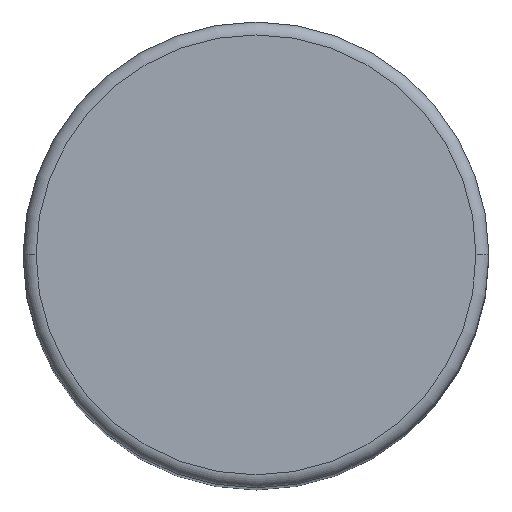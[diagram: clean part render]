
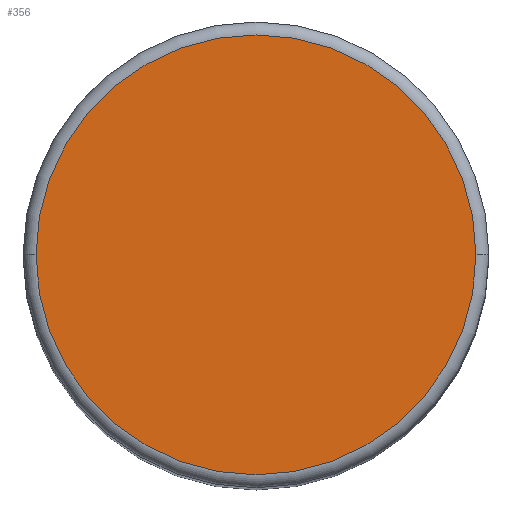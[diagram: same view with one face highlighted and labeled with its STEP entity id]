
A CAD part, top view. The second image highlights one B-rep face of the part: STEP entity #356.
In plain terms, the highlighted planar face has unit normal (0, 0, 1).
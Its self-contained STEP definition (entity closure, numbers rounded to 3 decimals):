
#56=CARTESIAN_POINT('',(0.,0.,0.));
#57=DIRECTION('',(0.,0.,1.));
#58=DIRECTION('',(-1.,0.,0.));
#59=AXIS2_PLACEMENT_3D('',#56,#57,#58);
#65=CARTESIAN_POINT('',(0.,0.,0.));
#66=DIRECTION('',(0.,0.,1.));
#67=DIRECTION('',(1.,0.,0.));
#68=AXIS2_PLACEMENT_3D('',#65,#66,#67);
#305=CARTESIAN_POINT('',(-8.5,0.,0.));
#306=CARTESIAN_POINT('',(8.5,0.,0.));
#307=VERTEX_POINT('',#305);
#308=VERTEX_POINT('',#306);
#345=CARTESIAN_POINT('',(0.,0.,0.));
#346=DIRECTION('',(0.,0.,1.));
#347=DIRECTION('',(1.,0.,0.));
#348=AXIS2_PLACEMENT_3D('',#345,#346,#347);
#349=PLANE('',#348);
#351=ORIENTED_EDGE('',*,*,#350,.F.);
#353=ORIENTED_EDGE('',*,*,#352,.F.);
#354=EDGE_LOOP('',(#351,#353));
#355=FACE_OUTER_BOUND('',#354,.F.);
#356=ADVANCED_FACE('',(#355),#349,.T.);
#60=CIRCLE('',#59,8.5);
#69=CIRCLE('',#68,8.5);
#350=EDGE_CURVE('',#307,#308,#60,.T.);
#352=EDGE_CURVE('',#308,#307,#69,.T.);
